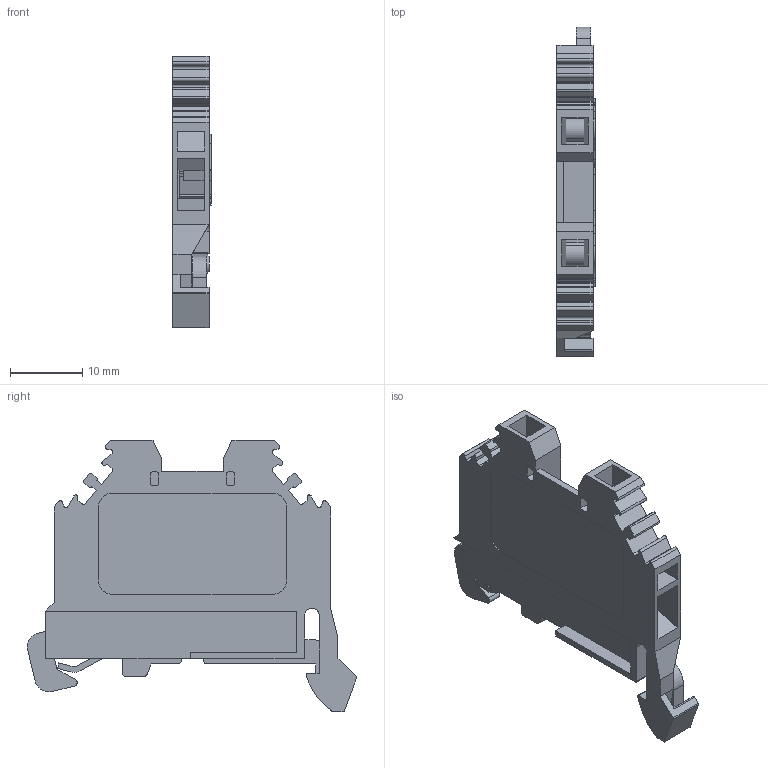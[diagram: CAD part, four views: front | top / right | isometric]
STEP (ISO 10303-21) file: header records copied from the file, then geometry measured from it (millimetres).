
FILE_DESCRIPTION (( 'STEP AP203' ), '1' );
FILE_NAME ('Êàëîäêà êëåììíàÿ 24À çåìëÿ (plc-jxb-s-2.5pe).STEP', '2020-07-28T10:28:21', ( '' ), ( '' ), 'SwSTEP 2.0', 'SolidWorks 2019', '' );
FILE_SCHEMA (( 'CONFIG_CONTROL_DESIGN' ));
Length unit declared in the file: millimetre
Products named in the file (1): Êàëîäêà êëåììíàÿ 24À çåìëÿ (plc-jxb-s-2.5pe)
Bounding box: 5.3 x 45.46 x 37.5 mm (x, y, z)
Volume: 3087.6 mm3; surface area: 6214.6 mm2
Topology: 6 solids, 6 shells, 389 faces, 1097 edges, 725 vertices
Faces by surface type: plane 306, cylinder 82, cone 1
Full cylindrical faces by diameter (mm): 1.4 x2, 1.7 x8, 3 x1
Entity records: 12499 total; most frequent: CARTESIAN_POINT 2203, ORIENTED_EDGE 2170, DIRECTION 2029, EDGE_CURVE 1085, LINE 919, VECTOR 919, VERTEX_POINT 725, AXIS2_PLACEMENT_3D 555
